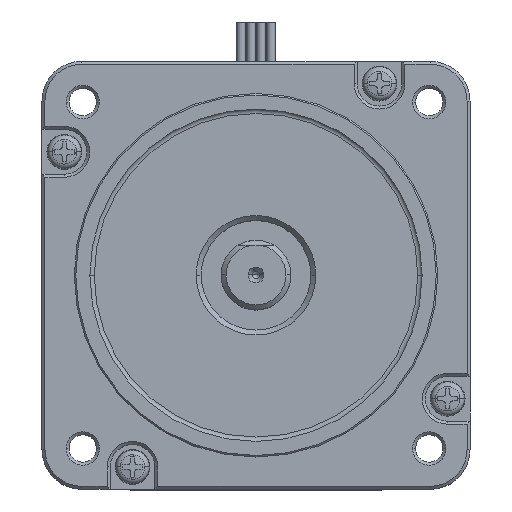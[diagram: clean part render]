
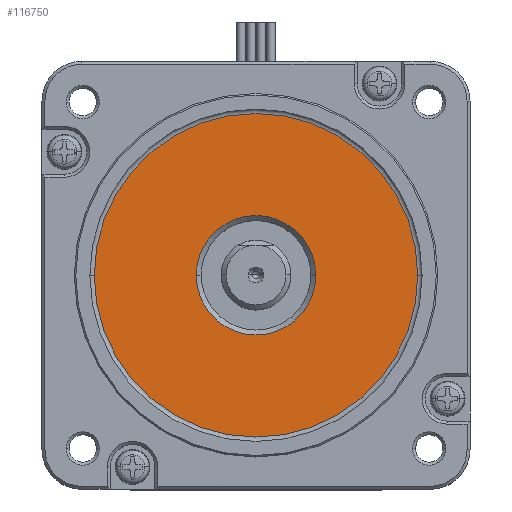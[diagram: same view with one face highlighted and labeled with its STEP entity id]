
A CAD part, top view. The second image highlights one B-rep face of the part: STEP entity #116750.
In plain terms, the highlighted planar face has unit normal (0, 0, 1).
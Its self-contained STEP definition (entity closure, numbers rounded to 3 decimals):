
#100610=CARTESIAN_POINT('',(32.5,0.,1.
));
#100620=VERTEX_POINT('',#100610);
#100650=CARTESIAN_POINT('',(0.,0.,1.));
#100660=DIRECTION('',(0.,0.,1.));
#100670=DIRECTION('',(1.,0.,-0.));
#100680=AXIS2_PLACEMENT_3D('',#100650,#100660,#100670);
#100690=CIRCLE('',#100680,32.5);
#100700=CARTESIAN_POINT('',(-32.5,0.,
1.));
#100710=VERTEX_POINT('',#100700);
#100720=EDGE_CURVE('',#100620,#100710,#100690,.T.);
#116500=CARTESIAN_POINT('',(-32.89,-32.89,1.));
#116510=DIRECTION('',(0.,0.,1.));
#116520=DIRECTION('',(1.,0.,-0.));
#116530=AXIS2_PLACEMENT_3D('',#116500,#116510,#116520);
#116540=PLANE('',#116530);
#116550=EDGE_CURVE('',#100710,#100620,#100690,.T.);
#116560=ORIENTED_EDGE('',*,*,#116550,.T.);
#116570=ORIENTED_EDGE('',*,*,#100720,.T.);
#116580=EDGE_LOOP('',(#116570,#116560));
#116590=FACE_OUTER_BOUND('',#116580,.T.);
#116600=CARTESIAN_POINT('',(0.,0.,
1.));
#116610=DIRECTION('',(-0.,-0.,-1.));
#116620=DIRECTION('',(1.,0.,0.));
#116630=AXIS2_PLACEMENT_3D('',#116600,#116610,#116620);
#116640=CIRCLE('',#116630,12.);
#116650=CARTESIAN_POINT('',(12.,0.,1.));
#116660=VERTEX_POINT('',#116650);
#116670=CARTESIAN_POINT('',(-12.,0.,1.));
#116680=VERTEX_POINT('',#116670);
#116690=EDGE_CURVE('',#116660,#116680,#116640,.T.);
#116700=ORIENTED_EDGE('',*,*,#116690,.T.);
#116710=EDGE_CURVE('',#116680,#116660,#116640,.T.);
#116720=ORIENTED_EDGE('',*,*,#116710,.T.);
#116730=EDGE_LOOP('',(#116720,#116700));
#116740=FACE_BOUND('',#116730,.T.);
#116750=ADVANCED_FACE('',(#116590,#116740),#116540,.T.);
